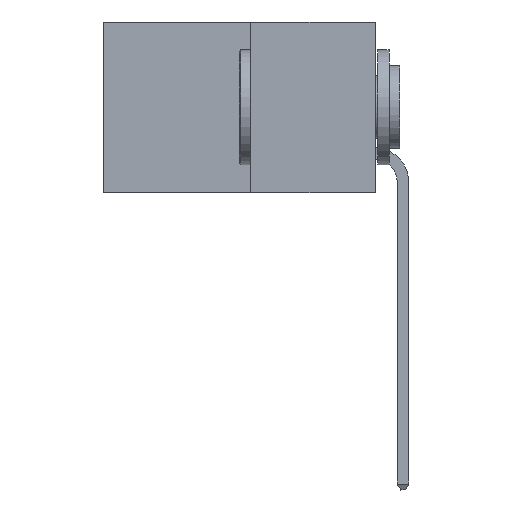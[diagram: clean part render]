
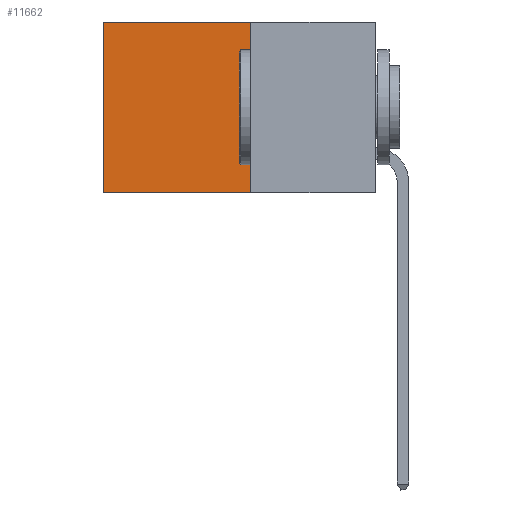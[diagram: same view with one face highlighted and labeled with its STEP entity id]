
A CAD part, left-side view. The second image highlights one B-rep face of the part: STEP entity #11662.
In plain terms, the highlighted planar face has unit normal (-1, 0, 0).
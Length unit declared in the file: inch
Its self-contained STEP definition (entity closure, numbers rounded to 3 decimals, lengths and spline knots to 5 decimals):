
#263 = VECTOR ( 'NONE', #5980, 39.37008 ) ;
#1128 = LINE ( 'NONE', #4413, #3814 ) ;
#1437 = DIRECTION ( 'NONE',  ( 0., 0., -1. ) ) ;
#1684 = VERTEX_POINT ( 'NONE', #9733 ) ;
#2435 = EDGE_CURVE ( 'NONE', #7930, #2879, #12706, .T. ) ;
#2690 = CARTESIAN_POINT ( 'NONE',  ( 0.277, 0.59, 0. ) ) ;
#2879 = VERTEX_POINT ( 'NONE', #10824 ) ;
#3073 = VECTOR ( 'NONE', #14228, 39.37008 ) ;
#3453 = EDGE_CURVE ( 'NONE', #4579, #1684, #9427, .T. ) ;
#3479 = DIRECTION ( 'NONE',  ( 1., 0., 0. ) ) ;
#3814 = VECTOR ( 'NONE', #12251, 39.37008 ) ;
#4413 = CARTESIAN_POINT ( 'NONE',  ( 0.277, 0.27, 0. ) ) ;
#4579 = VERTEX_POINT ( 'NONE', #2690 ) ;
#4796 = ORIENTED_EDGE ( 'NONE', *, *, #3453, .T. ) ;
#5029 = AXIS2_PLACEMENT_3D ( 'NONE', #8059, #3479, #11386 ) ;
#5603 = CARTESIAN_POINT ( 'NONE',  ( 0.277, 0.27, -0.37 ) ) ;
#5980 = DIRECTION ( 'NONE',  ( 0., 0., -1. ) ) ;
#6038 = CARTESIAN_POINT ( 'NONE',  ( 0.277, 0.59, -0.37 ) ) ;
#6071 = CARTESIAN_POINT ( 'NONE',  ( 0.277, 0.27, 0. ) ) ;
#6500 = CARTESIAN_POINT ( 'NONE',  ( 0.277, 0.27, -0.37 ) ) ;
#6554 = EDGE_LOOP ( 'NONE', ( #4796, #10625, #8996, #7514 ) ) ;
#7514 = ORIENTED_EDGE ( 'NONE', *, *, #10778, .T. ) ;
#7855 = FACE_OUTER_BOUND ( 'NONE', #6554, .T. ) ;
#7930 = VERTEX_POINT ( 'NONE', #6071 ) ;
#8059 = CARTESIAN_POINT ( 'NONE',  ( 0.277, 0.27, -0.37 ) ) ;
#8796 = LINE ( 'NONE', #6500, #3073 ) ;
#8996 = ORIENTED_EDGE ( 'NONE', *, *, #2435, .F. ) ;
#9427 = LINE ( 'NONE', #6038, #263 ) ;
#9733 = CARTESIAN_POINT ( 'NONE',  ( 0.277, 0.59, -0.37 ) ) ;
#9782 = VECTOR ( 'NONE', #1437, 39.37008 ) ;
#10285 = PLANE ( 'NONE',  #5029 ) ;
#10625 = ORIENTED_EDGE ( 'NONE', *, *, #11343, .F. ) ;
#10778 = EDGE_CURVE ( 'NONE', #7930, #4579, #1128, .T. ) ;
#10824 = CARTESIAN_POINT ( 'NONE',  ( 0.277, 0.27, -0.37 ) ) ;
#11343 = EDGE_CURVE ( 'NONE', #2879, #1684, #8796, .T. ) ;
#11386 = DIRECTION ( 'NONE',  ( 0., 0., -1. ) ) ;
#11662 = ADVANCED_FACE ( 'NONE', ( #7855 ), #10285, .F. ) ;
#12251 = DIRECTION ( 'NONE',  ( 0., 1., 0. ) ) ;
#12706 = LINE ( 'NONE', #5603, #9782 ) ;
#14228 = DIRECTION ( 'NONE',  ( 0., 1., 0. ) ) ;
